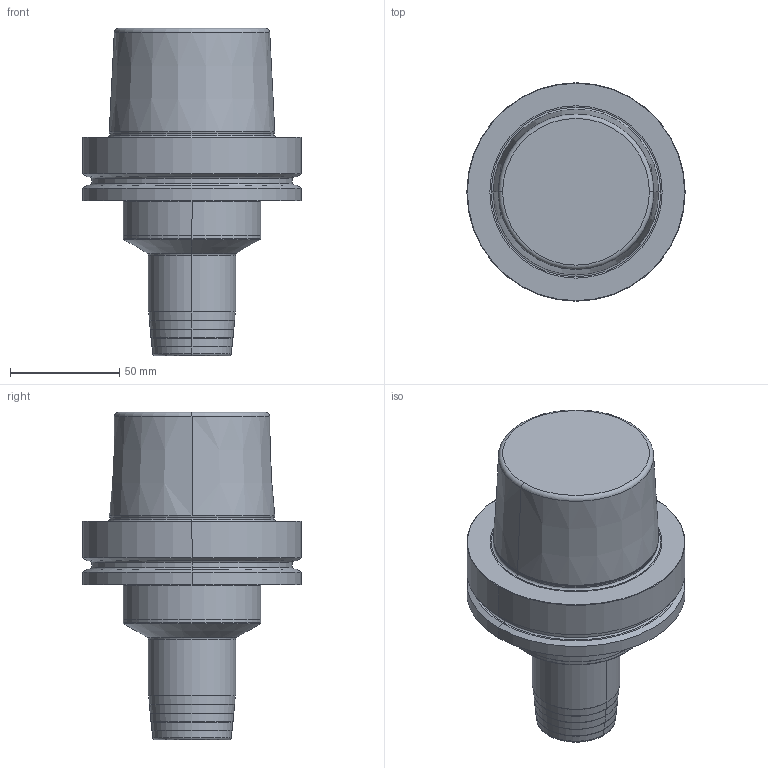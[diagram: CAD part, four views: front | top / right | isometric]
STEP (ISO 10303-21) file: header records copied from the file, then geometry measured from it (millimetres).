
FILE_DESCRIPTION((''),'2;1');
FILE_NAME('30347245','2016-02-22T',('BahnemannR'),(''),'PRO/ENGINEER BY PARAMETRIC TECHNOLOGY CORPORATION, 2011220','PRO/ENGINEER BY PARAMETRIC TECHNOLOGY CORPORATION, 2011220','');
FILE_SCHEMA(('AUTOMOTIVE_DESIGN_CC2 { 1 2 10303 214 -1 1 5 2 }'));
Length unit declared in the file: millimetre
Products named in the file (1): 30347245
Bounding box: 100 x 100 x 149.9 mm (x, y, z)
Volume: 546140.7 mm3; surface area: 55309.7 mm2
Topology: 2 solids, 2 shells, 84 faces, 691 edges, 833 vertices
Faces by surface type: torus 30, cone 24, cylinder 16, plane 14
Entity records: 8267 total; most frequent: CARTESIAN_POINT 1882, DIRECTION 864, PRESENTATION_STYLE_ASSIGNMENT 779, STYLED_ITEM 779, CURVE_STYLE 736, TRIMMED_CURVE 345, VECTOR 334, LINE 334
